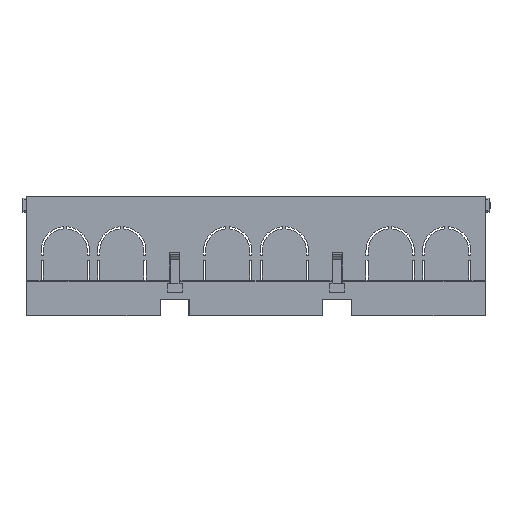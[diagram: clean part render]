
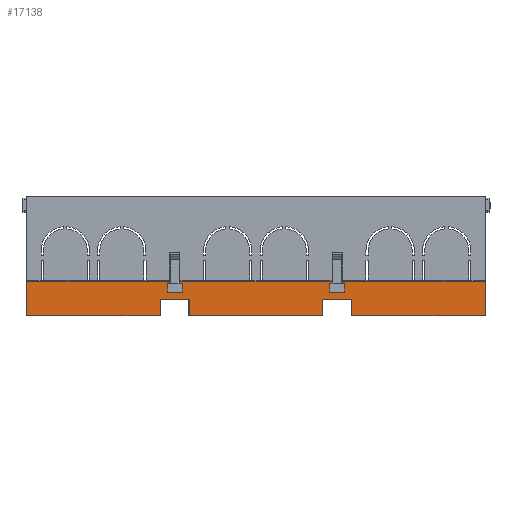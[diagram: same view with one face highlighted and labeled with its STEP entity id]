
A CAD part, top view. The second image highlights one B-rep face of the part: STEP entity #17138.
In plain terms, the highlighted planar face has unit normal (0, 0, 1).
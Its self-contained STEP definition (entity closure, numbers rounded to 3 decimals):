
#1068=ORIENTED_EDGE('',*,*,#6252,.F.);
#1069=ORIENTED_EDGE('',*,*,#6253,.T.);
#1070=ORIENTED_EDGE('',*,*,#6251,.F.);
#1071=ORIENTED_EDGE('',*,*,#6254,.F.);
#1072=ORIENTED_EDGE('',*,*,#6255,.F.);
#1073=ORIENTED_EDGE('',*,*,#6256,.F.);
#1074=ORIENTED_EDGE('',*,*,#6257,.F.);
#1075=ORIENTED_EDGE('',*,*,#6258,.F.);
#1076=ORIENTED_EDGE('',*,*,#6215,.F.);
#1077=ORIENTED_EDGE('',*,*,#6259,.F.);
#1078=ORIENTED_EDGE('',*,*,#6260,.F.);
#1079=ORIENTED_EDGE('',*,*,#6261,.T.);
#1080=ORIENTED_EDGE('',*,*,#6205,.F.);
#1081=ORIENTED_EDGE('',*,*,#6262,.F.);
#1082=ORIENTED_EDGE('',*,*,#6263,.F.);
#1083=ORIENTED_EDGE('',*,*,#6264,.F.);
#1084=ORIENTED_EDGE('',*,*,#6265,.F.);
#1085=ORIENTED_EDGE('',*,*,#6266,.F.);
#1086=ORIENTED_EDGE('',*,*,#6267,.T.);
#1087=ORIENTED_EDGE('',*,*,#6268,.T.);
#1088=ORIENTED_EDGE('',*,*,#6269,.F.);
#1089=ORIENTED_EDGE('',*,*,#6013,.F.);
#1090=ORIENTED_EDGE('',*,*,#6270,.F.);
#1091=ORIENTED_EDGE('',*,*,#6271,.T.);
#1092=ORIENTED_EDGE('',*,*,#6272,.F.);
#1093=ORIENTED_EDGE('',*,*,#6020,.F.);
#1094=ORIENTED_EDGE('',*,*,#6273,.F.);
#1095=ORIENTED_EDGE('',*,*,#6274,.T.);
#1096=ORIENTED_EDGE('',*,*,#6275,.T.);
#1097=ORIENTED_EDGE('',*,*,#6276,.F.);
#1098=ORIENTED_EDGE('',*,*,#6277,.F.);
#1099=ORIENTED_EDGE('',*,*,#6278,.F.);
#6013=EDGE_CURVE('',#8611,#8612,#10335,.T.);
#6020=EDGE_CURVE('',#8618,#8619,#10342,.T.);
#6205=EDGE_CURVE('',#8800,#8801,#10501,.T.);
#6215=EDGE_CURVE('',#8807,#8808,#10510,.T.);
#6251=EDGE_CURVE('',#8837,#8835,#10546,.T.);
#6252=EDGE_CURVE('',#8838,#8839,#10547,.T.);
#6253=EDGE_CURVE('',#8838,#8835,#10548,.T.);
#6254=EDGE_CURVE('',#8840,#8837,#10549,.T.);
#6255=EDGE_CURVE('',#8841,#8840,#10550,.T.);
#6256=EDGE_CURVE('',#8842,#8841,#10551,.T.);
#6257=EDGE_CURVE('',#8843,#8842,#10552,.T.);
#6258=EDGE_CURVE('',#8808,#8843,#10553,.T.);
#6259=EDGE_CURVE('',#8844,#8807,#10554,.T.);
#6260=EDGE_CURVE('',#8845,#8844,#10555,.T.);
#6261=EDGE_CURVE('',#8845,#8801,#10556,.T.);
#6262=EDGE_CURVE('',#8846,#8800,#10557,.T.);
#6263=EDGE_CURVE('',#8847,#8846,#10558,.T.);
#6264=EDGE_CURVE('',#8848,#8847,#10559,.T.);
#6265=EDGE_CURVE('',#8849,#8848,#10560,.T.);
#6266=EDGE_CURVE('',#8850,#8849,#10561,.T.);
#6267=EDGE_CURVE('',#8850,#8851,#10562,.T.);
#6268=EDGE_CURVE('',#8851,#8852,#10563,.T.);
#6269=EDGE_CURVE('',#8612,#8852,#10564,.T.);
#6270=EDGE_CURVE('',#8853,#8611,#10565,.T.);
#6271=EDGE_CURVE('',#8853,#8854,#10566,.T.);
#6272=EDGE_CURVE('',#8619,#8854,#10567,.T.);
#6273=EDGE_CURVE('',#8855,#8618,#10568,.T.);
#6274=EDGE_CURVE('',#8855,#8856,#10569,.T.);
#6275=EDGE_CURVE('',#8856,#8857,#10570,.T.);
#6276=EDGE_CURVE('',#8858,#8857,#10571,.T.);
#6277=EDGE_CURVE('',#8859,#8858,#10572,.T.);
#6278=EDGE_CURVE('',#8839,#8859,#10573,.T.);
#8611=VERTEX_POINT('',#24286);
#8612=VERTEX_POINT('',#24288);
#8618=VERTEX_POINT('',#24301);
#8619=VERTEX_POINT('',#24303);
#8800=VERTEX_POINT('',#24672);
#8801=VERTEX_POINT('',#24674);
#8807=VERTEX_POINT('',#24691);
#8808=VERTEX_POINT('',#24693);
#8835=VERTEX_POINT('',#24758);
#8837=VERTEX_POINT('',#24762);
#8838=VERTEX_POINT('',#24766);
#8839=VERTEX_POINT('',#24767);
#8840=VERTEX_POINT('',#24770);
#8841=VERTEX_POINT('',#24772);
#8842=VERTEX_POINT('',#24774);
#8843=VERTEX_POINT('',#24776);
#8844=VERTEX_POINT('',#24779);
#8845=VERTEX_POINT('',#24781);
#8846=VERTEX_POINT('',#24784);
#8847=VERTEX_POINT('',#24786);
#8848=VERTEX_POINT('',#24788);
#8849=VERTEX_POINT('',#24790);
#8850=VERTEX_POINT('',#24792);
#8851=VERTEX_POINT('',#24794);
#8852=VERTEX_POINT('',#24796);
#8853=VERTEX_POINT('',#24799);
#8854=VERTEX_POINT('',#24801);
#8855=VERTEX_POINT('',#24804);
#8856=VERTEX_POINT('',#24806);
#8857=VERTEX_POINT('',#24808);
#8858=VERTEX_POINT('',#24810);
#8859=VERTEX_POINT('',#24812);
#10335=LINE('',#24287,#12407);
#10342=LINE('',#24302,#12414);
#10501=LINE('',#24673,#12573);
#10510=LINE('',#24692,#12582);
#10546=LINE('',#24763,#12618);
#10547=LINE('',#24765,#12619);
#10548=LINE('',#24768,#12620);
#10549=LINE('',#24769,#12621);
#10550=LINE('',#24771,#12622);
#10551=LINE('',#24773,#12623);
#10552=LINE('',#24775,#12624);
#10553=LINE('',#24777,#12625);
#10554=LINE('',#24778,#12626);
#10555=LINE('',#24780,#12627);
#10556=LINE('',#24782,#12628);
#10557=LINE('',#24783,#12629);
#10558=LINE('',#24785,#12630);
#10559=LINE('',#24787,#12631);
#10560=LINE('',#24789,#12632);
#10561=LINE('',#24791,#12633);
#10562=LINE('',#24793,#12634);
#10563=LINE('',#24795,#12635);
#10564=LINE('',#24797,#12636);
#10565=LINE('',#24798,#12637);
#10566=LINE('',#24800,#12638);
#10567=LINE('',#24802,#12639);
#10568=LINE('',#24803,#12640);
#10569=LINE('',#24805,#12641);
#10570=LINE('',#24807,#12642);
#10571=LINE('',#24809,#12643);
#10572=LINE('',#24811,#12644);
#10573=LINE('',#24813,#12645);
#12407=VECTOR('',#19416,1000.);
#12414=VECTOR('',#19425,1000.);
#12573=VECTOR('',#19644,1000.);
#12582=VECTOR('',#19659,1000.);
#12618=VECTOR('',#19705,1000.);
#12619=VECTOR('',#19708,1000.);
#12620=VECTOR('',#19709,1000.);
#12621=VECTOR('',#19710,1000.);
#12622=VECTOR('',#19711,1000.);
#12623=VECTOR('',#19712,1000.);
#12624=VECTOR('',#19713,1000.);
#12625=VECTOR('',#19714,1000.);
#12626=VECTOR('',#19715,1000.);
#12627=VECTOR('',#19716,1000.);
#12628=VECTOR('',#19717,1000.);
#12629=VECTOR('',#19718,1000.);
#12630=VECTOR('',#19719,1000.);
#12631=VECTOR('',#19720,1000.);
#12632=VECTOR('',#19721,1000.);
#12633=VECTOR('',#19722,1000.);
#12634=VECTOR('',#19723,1000.);
#12635=VECTOR('',#19724,1000.);
#12636=VECTOR('',#19725,1000.);
#12637=VECTOR('',#19726,1000.);
#12638=VECTOR('',#19727,1000.);
#12639=VECTOR('',#19728,1000.);
#12640=VECTOR('',#19729,1000.);
#12641=VECTOR('',#19730,1000.);
#12642=VECTOR('',#19731,1000.);
#12643=VECTOR('',#19732,1000.);
#12644=VECTOR('',#19733,1000.);
#12645=VECTOR('',#19734,1000.);
#14512=EDGE_LOOP('',(#1068,#1069,#1070,#1071,#1072,#1073,#1074,#1075,#1076,
#1077,#1078,#1079,#1080,#1081,#1082,#1083,#1084,#1085,#1086,#1087,#1088,
#1089,#1090,#1091,#1092,#1093,#1094,#1095,#1096,#1097,#1098,#1099));
#15536=FACE_BOUND('',#14512,.T.);
#16530=PLANE('',#18046);
#17138=ADVANCED_FACE('',(#15536),#16530,.T.);
#18046=AXIS2_PLACEMENT_3D('',#24764,#19706,#19707);
#19416=DIRECTION('',(-1.,0.,0.));
#19425=DIRECTION('',(-1.,0.,0.));
#19644=DIRECTION('',(1.,0.,0.));
#19659=DIRECTION('',(0.,1.,0.));
#19705=DIRECTION('',(1.,0.,0.));
#19706=DIRECTION('',(0.,0.,1.));
#19707=DIRECTION('',(1.,0.,0.));
#19708=DIRECTION('',(0.,1.,0.));
#19709=DIRECTION('',(-1.,0.,0.));
#19710=DIRECTION('',(1.,0.,0.));
#19711=DIRECTION('',(0.,-1.,0.));
#19712=DIRECTION('',(-1.,0.,0.));
#19713=DIRECTION('',(0.,-1.,0.));
#19714=DIRECTION('',(1.,0.,0.));
#19715=DIRECTION('',(-1.,0.,0.));
#19716=DIRECTION('',(0.,1.,0.));
#19717=DIRECTION('',(-1.,0.,0.));
#19718=DIRECTION('',(1.,0.,0.));
#19719=DIRECTION('',(0.,-1.,0.));
#19720=DIRECTION('',(-1.,0.,0.));
#19721=DIRECTION('',(0.,-1.,0.));
#19722=DIRECTION('',(1.,0.,0.));
#19723=DIRECTION('',(0.,-1.,0.));
#19724=DIRECTION('',(1.,0.,0.));
#19725=DIRECTION('',(0.,-1.,0.));
#19726=DIRECTION('',(0.,1.,0.));
#19727=DIRECTION('',(1.,0.,0.));
#19728=DIRECTION('',(0.,-1.,0.));
#19729=DIRECTION('',(0.,1.,0.));
#19730=DIRECTION('',(1.,0.,0.));
#19731=DIRECTION('',(0.,1.,0.));
#19732=DIRECTION('',(1.,0.,0.));
#19733=DIRECTION('',(0.,1.,0.));
#19734=DIRECTION('',(-1.,0.,0.));
#24286=CARTESIAN_POINT('',(-38.69,9.5,86.75));
#24287=CARTESIAN_POINT('',(-38.69,9.5,86.75));
#24288=CARTESIAN_POINT('',(-55.5,9.5,86.75));
#24301=CARTESIAN_POINT('',(55.32,9.5,86.75));
#24302=CARTESIAN_POINT('',(55.32,9.5,86.75));
#24303=CARTESIAN_POINT('',(38.51,9.5,86.75));
#24672=CARTESIAN_POINT('',(-49.45,13.5,86.75));
#24673=CARTESIAN_POINT('',(-50.,13.5,86.75));
#24674=CARTESIAN_POINT('',(-44.49,13.5,86.75));
#24691=CARTESIAN_POINT('',(-43.99,18.61,86.75));
#24692=CARTESIAN_POINT('',(-43.99,13.5,86.75));
#24693=CARTESIAN_POINT('',(-43.99,20.,86.75));
#24758=CARTESIAN_POINT('',(49.48,13.5,86.75));
#24762=CARTESIAN_POINT('',(44.52,13.5,86.75));
#24763=CARTESIAN_POINT('',(43.99,13.5,86.75));
#24764=CARTESIAN_POINT('',(-131.15,67.5,86.75));
#24765=CARTESIAN_POINT('',(51.25,67.5,86.75));
#24766=CARTESIAN_POINT('',(51.25,13.5,86.75));
#24767=CARTESIAN_POINT('',(51.25,18.61,86.75));
#24768=CARTESIAN_POINT('',(-131.15,13.5,86.75));
#24769=CARTESIAN_POINT('',(43.99,13.5,86.75));
#24770=CARTESIAN_POINT('',(42.75,13.5,86.75));
#24771=CARTESIAN_POINT('',(42.75,67.5,86.75));
#24772=CARTESIAN_POINT('',(42.75,18.61,86.75));
#24773=CARTESIAN_POINT('',(-131.15,18.61,86.75));
#24774=CARTESIAN_POINT('',(43.99,18.61,86.75));
#24775=CARTESIAN_POINT('',(43.99,36.31,86.75));
#24776=CARTESIAN_POINT('',(43.99,20.,86.75));
#24777=CARTESIAN_POINT('',(-131.15,20.,86.75));
#24778=CARTESIAN_POINT('',(-131.15,18.61,86.75));
#24779=CARTESIAN_POINT('',(-42.72,18.61,86.75));
#24780=CARTESIAN_POINT('',(-42.72,67.5,86.75));
#24781=CARTESIAN_POINT('',(-42.72,13.5,86.75));
#24782=CARTESIAN_POINT('',(-131.15,13.5,86.75));
#24783=CARTESIAN_POINT('',(-50.,13.5,86.75));
#24784=CARTESIAN_POINT('',(-51.22,13.5,86.75));
#24785=CARTESIAN_POINT('',(-51.22,67.5,86.75));
#24786=CARTESIAN_POINT('',(-51.22,18.61,86.75));
#24787=CARTESIAN_POINT('',(-131.15,18.61,86.75));
#24788=CARTESIAN_POINT('',(-50.,18.61,86.75));
#24789=CARTESIAN_POINT('',(-50.,36.31,86.75));
#24790=CARTESIAN_POINT('',(-50.,20.,86.75));
#24791=CARTESIAN_POINT('',(-131.15,20.,86.75));
#24792=CARTESIAN_POINT('',(-132.65,20.,86.75));
#24793=CARTESIAN_POINT('',(-132.65,67.5,86.75));
#24794=CARTESIAN_POINT('',(-132.65,0.,86.75));
#24795=CARTESIAN_POINT('',(-132.65,0.,86.75));
#24796=CARTESIAN_POINT('',(-55.5,0.,86.75));
#24797=CARTESIAN_POINT('',(-55.5,9.5,86.75));
#24798=CARTESIAN_POINT('',(-38.69,-3.721,86.75));
#24799=CARTESIAN_POINT('',(-38.69,0.,86.75));
#24800=CARTESIAN_POINT('',(-132.65,0.,86.75));
#24801=CARTESIAN_POINT('',(38.51,0.,86.75));
#24802=CARTESIAN_POINT('',(38.51,9.5,86.75));
#24803=CARTESIAN_POINT('',(55.32,-6.562,86.75));
#24804=CARTESIAN_POINT('',(55.32,0.,86.75));
#24805=CARTESIAN_POINT('',(-132.65,0.,86.75));
#24806=CARTESIAN_POINT('',(132.65,0.,86.75));
#24807=CARTESIAN_POINT('',(132.65,0.,86.75));
#24808=CARTESIAN_POINT('',(132.65,20.,86.75));
#24809=CARTESIAN_POINT('',(-131.15,20.,86.75));
#24810=CARTESIAN_POINT('',(50.,20.,86.75));
#24811=CARTESIAN_POINT('',(50.,13.5,86.75));
#24812=CARTESIAN_POINT('',(50.,18.61,86.75));
#24813=CARTESIAN_POINT('',(-131.15,18.61,86.75));
